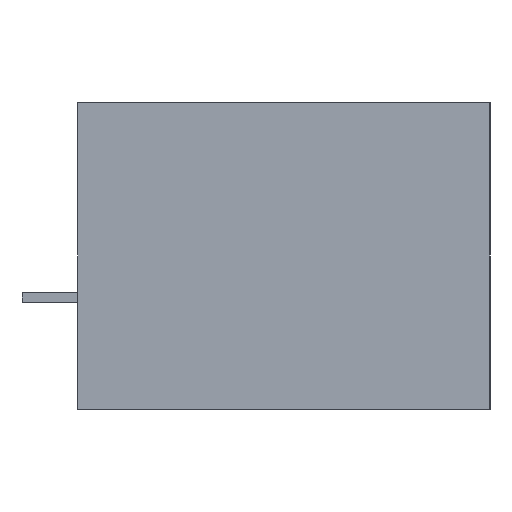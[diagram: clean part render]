
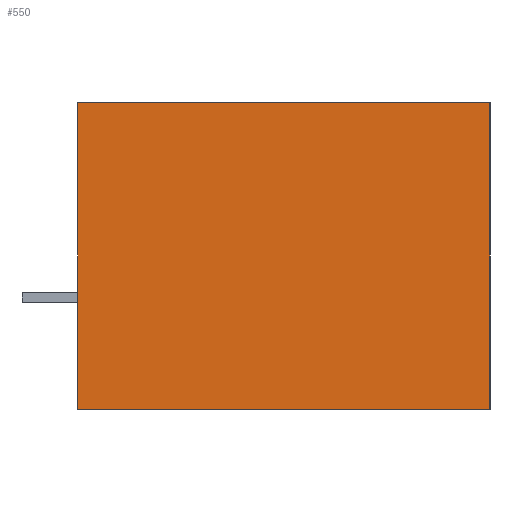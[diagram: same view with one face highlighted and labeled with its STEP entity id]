
A CAD part, left-side view. The second image highlights one B-rep face of the part: STEP entity #550.
In plain terms, the highlighted planar face has unit normal (-1, 0, 0).
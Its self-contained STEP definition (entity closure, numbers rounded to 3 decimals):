
#46=FACE_OUTER_BOUND('',#77,.T.);
#77=EDGE_LOOP('',(#455,#456,#457,#458));
#150=LINE('',#866,#222);
#151=LINE('',#869,#223);
#152=LINE('',#871,#224);
#153=LINE('',#872,#225);
#222=VECTOR('',#714,10.);
#223=VECTOR('',#717,10.);
#224=VECTOR('',#718,10.);
#225=VECTOR('',#719,10.);
#272=VERTEX_POINT('',#860);
#274=VERTEX_POINT('',#864);
#275=VERTEX_POINT('',#868);
#276=VERTEX_POINT('',#870);
#342=EDGE_CURVE('',#272,#274,#150,.T.);
#343=EDGE_CURVE('',#272,#275,#151,.T.);
#344=EDGE_CURVE('',#276,#274,#152,.T.);
#345=EDGE_CURVE('',#275,#276,#153,.T.);
#455=ORIENTED_EDGE('',*,*,#343,.F.);
#456=ORIENTED_EDGE('',*,*,#342,.T.);
#457=ORIENTED_EDGE('',*,*,#344,.F.);
#458=ORIENTED_EDGE('',*,*,#345,.F.);
#520=PLANE('',#594);
#550=ADVANCED_FACE('',(#46),#520,.T.);
#594=AXIS2_PLACEMENT_3D('',#867,#715,#716);
#714=DIRECTION('',(0.,-1.,0.));
#715=DIRECTION('center_axis',(-1.,0.,0.));
#716=DIRECTION('ref_axis',(0.,0.,-1.));
#717=DIRECTION('',(0.,0.,1.));
#718=DIRECTION('',(0.,0.,-1.));
#719=DIRECTION('',(0.,-1.,0.));
#860=CARTESIAN_POINT('',(-20.875,0.,-9.6));
#864=CARTESIAN_POINT('',(-20.875,-25.8,-9.6));
#866=CARTESIAN_POINT('',(-20.875,0.,-9.6));
#867=CARTESIAN_POINT('Origin',(-20.875,0.,9.6));
#868=CARTESIAN_POINT('',(-20.875,0.,9.6));
#869=CARTESIAN_POINT('',(-20.875,0.,-9.6));
#870=CARTESIAN_POINT('',(-20.875,-25.8,9.6));
#871=CARTESIAN_POINT('',(-20.875,-25.8,-9.6));
#872=CARTESIAN_POINT('',(-20.875,0.,9.6));
